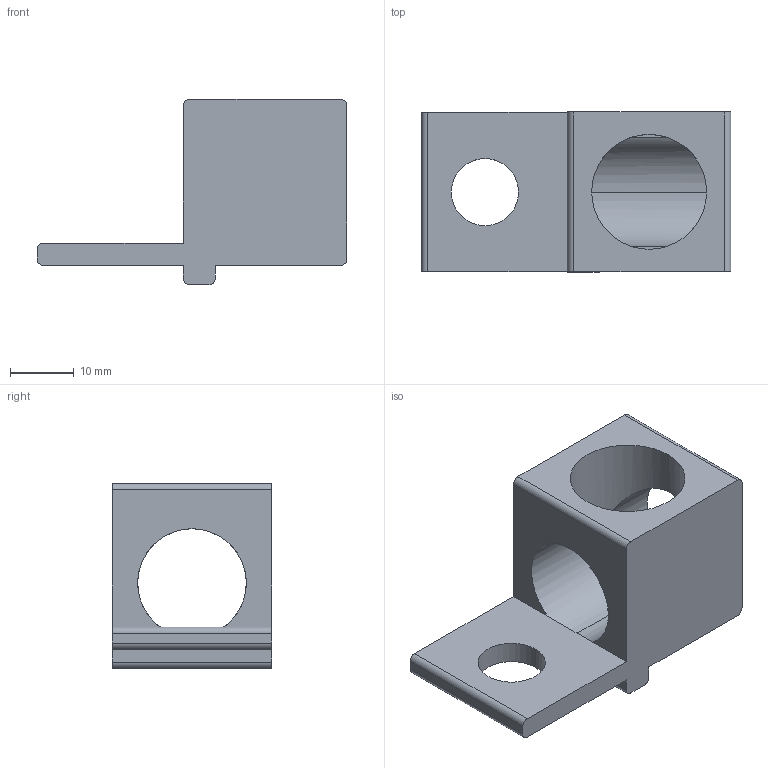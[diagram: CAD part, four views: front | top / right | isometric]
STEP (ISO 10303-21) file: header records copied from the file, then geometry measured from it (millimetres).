
FILE_DESCRIPTION (( 'STEP AP203' ), '1' );
FILE_NAME ('HMX1-LUG-CR.step', '2022-11-01T18:15:24', ( '' ), ( '' ), 'SwSTEP 2.0', 'SolidWorks 2021', '' );
FILE_SCHEMA (( 'CONFIG_CONTROL_DESIGN' ));
Length unit declared in the file: inch
Products named in the file (1): HMX1-LUG-CR
Bounding box: 48.5 x 25 x 29 mm (x, y, z)
Volume: 10685.5 mm3; surface area: 6211.6 mm2
Topology: 1 solids, 1 shells, 28 faces, 80 edges, 52 vertices
Faces by surface type: plane 15, cylinder 13
Entity records: 1437 total; most frequent: CARTESIAN_POINT 595, DIRECTION 162, ORIENTED_EDGE 160, EDGE_CURVE 80, AXIS2_PLACEMENT_3D 57, VERTEX_POINT 52, LINE 48, VECTOR 48
